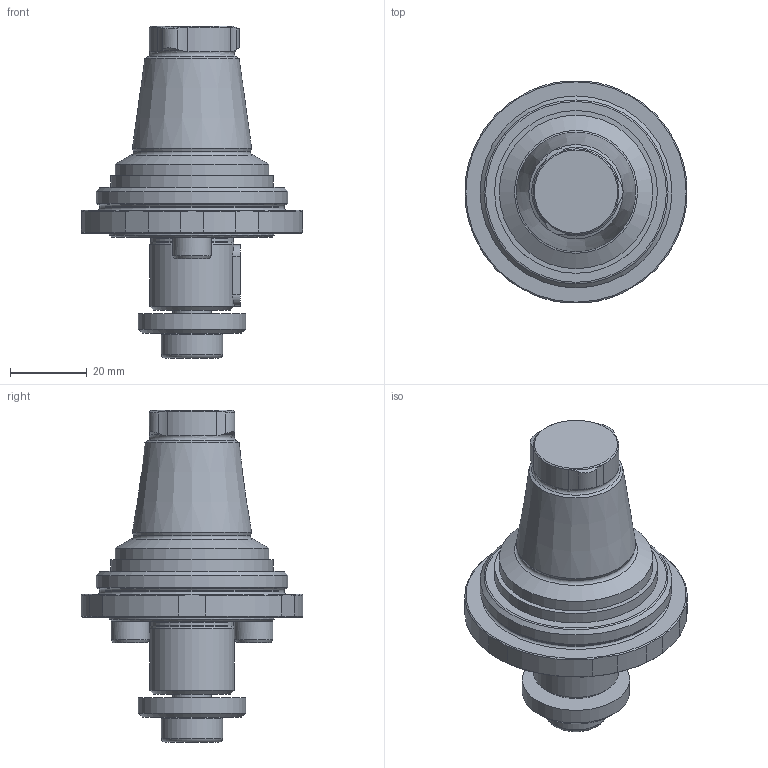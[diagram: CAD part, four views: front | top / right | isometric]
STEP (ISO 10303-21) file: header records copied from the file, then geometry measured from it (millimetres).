
FILE_DESCRIPTION(/* description */ ('Unknown'),/* implementation_level */ '2;1');
FILE_NAME(/* name */ '320232022',/* time_stamp */ '2020-07-23T13:49:05+02:00',/* author */ ('KS'),/* organization */ ('WTO'),/* preprocessor_version */ 'ST-DEVELOPER v16.7',/* originating_system */ 'DEX',/* authorisation */ $);
FILE_SCHEMA (('AUTOMOTIVE_DESIGN {1 0 10303 214 3 1 1}'));
Length unit declared in the file: millimetre
Products named in the file (1): 091071_320232022_vereinfacht_STL_00303577
Bounding box: 57.6 x 57.7 x 86.5 mm (x, y, z)
Volume: 70714.1 mm3; surface area: 14458 mm2
Topology: 1 solids, 1 shells, 92 faces, 215 edges, 133 vertices
Faces by surface type: cylinder 35, plane 27, cone 21, torus 9
Full cylindrical faces by diameter (mm): 10 x3, 16 x1, 21.6 x1, 22 x1, 28 x1, 40 x1, 42.4 x1, 43 x1, 48.1 x1, 50 x1
Entity records: 2415 total; most frequent: CARTESIAN_POINT 524, DIRECTION 393, ORIENTED_EDGE 336, AXIS2_PLACEMENT_3D 176, EDGE_CURVE 168, EDGE_LOOP 135, FACE_BOUND 135, VERTEX_POINT 121
